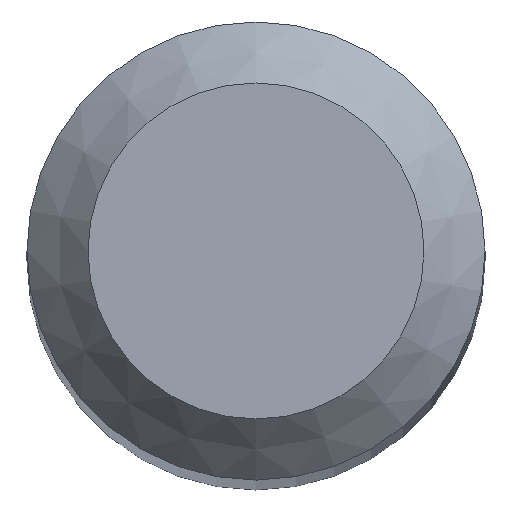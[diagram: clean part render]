
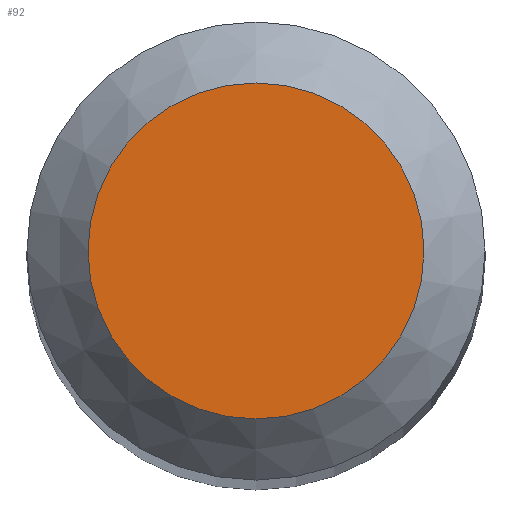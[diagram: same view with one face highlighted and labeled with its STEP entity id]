
A CAD part, top view. The second image highlights one B-rep face of the part: STEP entity #92.
In plain terms, the highlighted planar face has unit normal (0, 0, 1).
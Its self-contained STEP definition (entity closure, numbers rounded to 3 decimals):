
#5 = DIRECTION ( 'NONE',  ( 0., 1., 0. ) ) ;
#43 = PLANE ( 'NONE',  #139 ) ;
#47 = CARTESIAN_POINT ( 'NONE',  ( 0., 0., 30. ) ) ;
#59 = EDGE_LOOP ( 'NONE', ( #120 ) ) ;
#80 = DIRECTION ( 'NONE',  ( 0., 0., -1. ) ) ;
#92 = ADVANCED_FACE ( 'NONE', ( #167 ), #43, .F. ) ;
#120 = ORIENTED_EDGE ( 'NONE', *, *, #196, .F. ) ;
#128 = CIRCLE ( 'NONE', #162, 0.55 ) ;
#138 = CARTESIAN_POINT ( 'NONE',  ( 0., 0.55, 30. ) ) ;
#139 = AXIS2_PLACEMENT_3D ( 'NONE', #166, #80, #5 ) ;
#140 = DIRECTION ( 'NONE',  ( 0., 0., -1. ) ) ;
#153 = VERTEX_POINT ( 'NONE', #138 ) ;
#162 = AXIS2_PLACEMENT_3D ( 'NONE', #47, #140, #175 ) ;
#166 = CARTESIAN_POINT ( 'NONE',  ( 0., 0., 30. ) ) ;
#167 = FACE_OUTER_BOUND ( 'NONE', #59, .T. ) ;
#175 = DIRECTION ( 'NONE',  ( 0., 1., 0. ) ) ;
#196 = EDGE_CURVE ( 'NONE', #153, #153, #128, .T. ) ;
